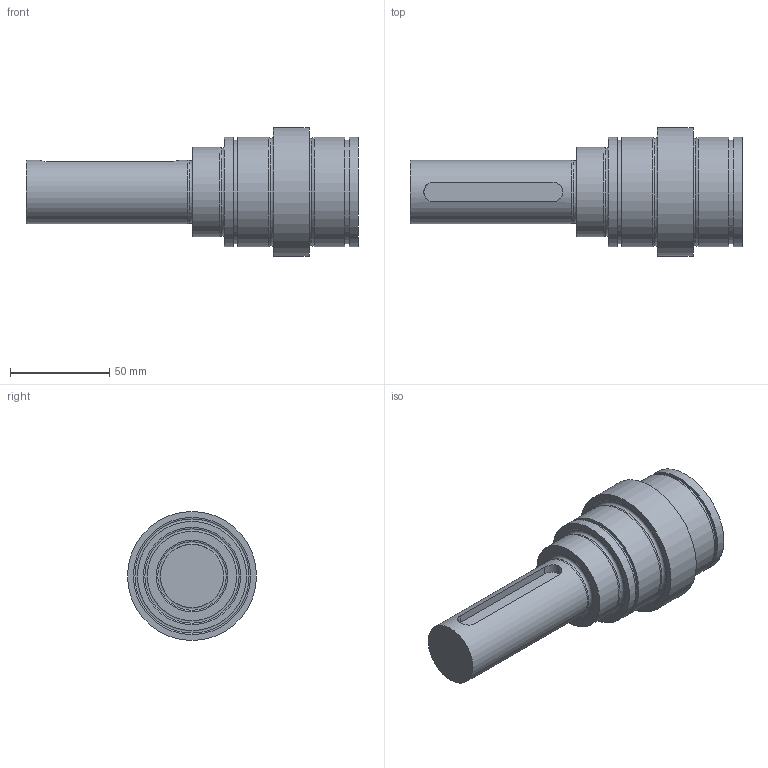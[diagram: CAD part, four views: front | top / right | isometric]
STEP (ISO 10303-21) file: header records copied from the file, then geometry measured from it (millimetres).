
FILE_DESCRIPTION(/* description */ (''),/* implementation_level */ '2;1');
FILE_NAME(/* name */ 'shaft_2.stp',/* time_stamp */ '2025-10-16T14:45:04Z',/* author */ ('Administrator'),/* organization */ (''),/* preprocessor_version */ 'ST-DEVELOPER v20.1',/* originating_system */ 'Autodesk Inventor 2026',/* authorisation */ '');
FILE_SCHEMA (('AUTOMOTIVE_DESIGN { 1 0 10303 214 3 1 1 }'));
Length unit declared in the file: millimetre
Products named in the file (1): 2
Bounding box: 167.3 x 65 x 65 mm (x, y, z)
Volume: 264968.5 mm3; surface area: 31313.8 mm2
Topology: 1 solids, 1 shells, 36 faces, 73 edges, 48 vertices
Faces by surface type: plane 13, cylinder 11, cone 8, torus 4
Full cylindrical faces by diameter (mm): 32 x1, 45 x1, 52 x2, 55 x4, 65 x1
Entity records: 1036 total; most frequent: CARTESIAN_POINT 194, DIRECTION 187, ORIENTED_EDGE 146, AXIS2_PLACEMENT_3D 81, EDGE_CURVE 73, VERTEX_POINT 48, EDGE_LOOP 45, CIRCLE 44
